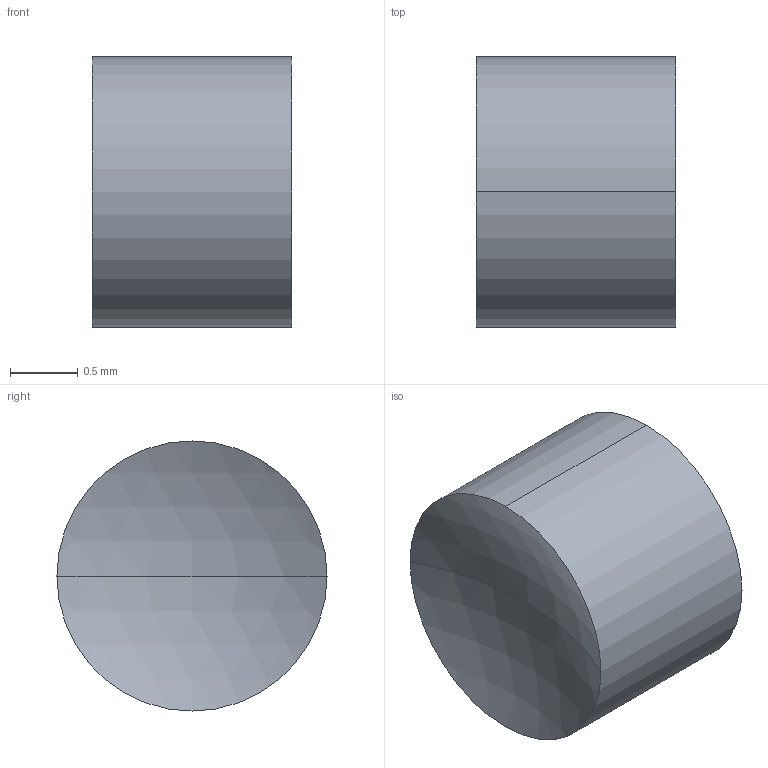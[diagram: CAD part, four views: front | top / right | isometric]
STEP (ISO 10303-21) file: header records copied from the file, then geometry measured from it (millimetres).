
FILE_DESCRIPTION (( 'STEP AP214' ), '1' );
FILE_NAME ('130000.STEP', '2019-06-28T01:44:01', ( '' ), ( '' ), 'SwSTEP 2.0', 'SolidWorks 2016', '' );
FILE_SCHEMA (( 'AUTOMOTIVE_DESIGN' ));
Length unit declared in the file: millimetre
Products named in the file (1): 130000
Bounding box: 1.48 x 2 x 2 mm (x, y, z)
Volume: 3.9 mm3; surface area: 15.9 mm2
Topology: 1 solids, 1 shells, 6 faces, 14 edges, 10 vertices
Faces by surface type: sphere 4, cylinder 2
Entity records: 220 total; most frequent: DIRECTION 40, CARTESIAN_POINT 31, ORIENTED_EDGE 28, AXIS2_PLACEMENT_3D 19, EDGE_CURVE 14, CIRCLE 12, VERTEX_POINT 10, EDGE_LOOP 6
